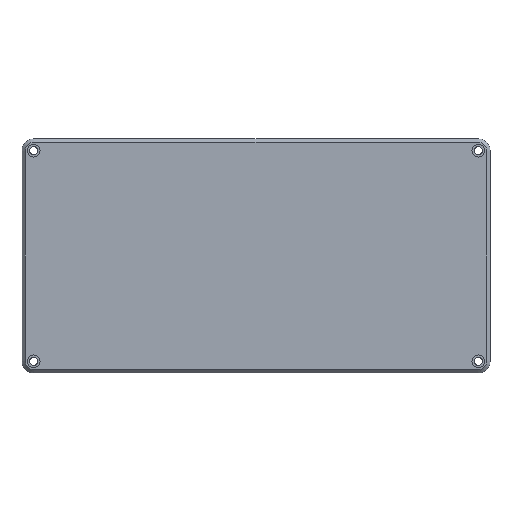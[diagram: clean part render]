
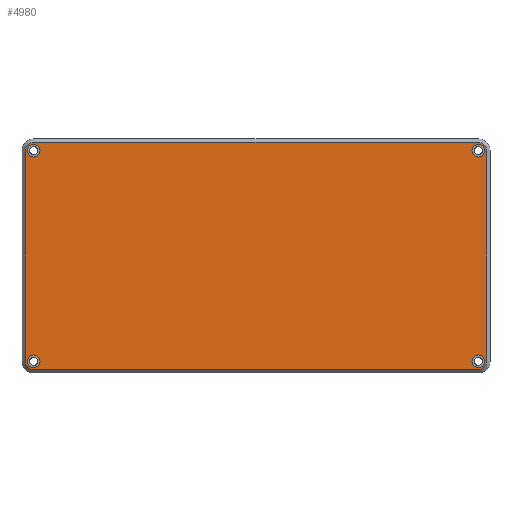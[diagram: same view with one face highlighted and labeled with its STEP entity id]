
A CAD part, front view. The second image highlights one B-rep face of the part: STEP entity #4980.
In plain terms, the highlighted planar face has unit normal (0, -1, 0).
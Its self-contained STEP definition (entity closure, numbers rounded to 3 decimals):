
#22 = VERTEX_POINT ( 'NONE', #393 ) ;
#24 = VERTEX_POINT ( 'NONE', #413 ) ;
#64 = VERTEX_POINT ( 'NONE', #461 ) ;
#77 = VERTEX_POINT ( 'NONE', #450 ) ;
#89 = VERTEX_POINT ( 'NONE', #509 ) ;
#111 = VERTEX_POINT ( 'NONE', #499 ) ;
#116 = VERTEX_POINT ( 'NONE', #458 ) ;
#123 = VERTEX_POINT ( 'NONE', #566 ) ;
#393 = CARTESIAN_POINT ( 'NONE',  ( -104.5, 0., -46.5 ) ) ;
#413 = CARTESIAN_POINT ( 'NONE',  ( -104.5, 0., -52.5 ) ) ;
#450 = CARTESIAN_POINT ( 'NONE',  ( 104.5, 0., -52.5 ) ) ;
#458 = CARTESIAN_POINT ( 'NONE',  ( 104.5, 0., -46.5 ) ) ;
#461 = CARTESIAN_POINT ( 'NONE',  ( 104.5, 0., 52.5 ) ) ;
#499 = CARTESIAN_POINT ( 'NONE',  ( -104.5, 0., 46.5 ) ) ;
#509 = CARTESIAN_POINT ( 'NONE',  ( -104.5, 0., 52.5 ) ) ;
#566 = CARTESIAN_POINT ( 'NONE',  ( 104.5, 0., 46.5 ) ) ;
#846 = CARTESIAN_POINT ( 'NONE',  ( 108.5, 0., 49.5 ) ) ;
#853 = CARTESIAN_POINT ( 'NONE',  ( -108.5, 0., -49.5 ) ) ;
#856 = CARTESIAN_POINT ( 'NONE',  ( 108.5, 0., -49.5 ) ) ;
#859 = CARTESIAN_POINT ( 'NONE',  ( 104.5, 0., -53.5 ) ) ;
#861 = CARTESIAN_POINT ( 'NONE',  ( -104.5, 0., 53.5 ) ) ;
#864 = CARTESIAN_POINT ( 'NONE',  ( -108.5, 0., 49.5 ) ) ;
#871 = CARTESIAN_POINT ( 'NONE',  ( 104.5, 0., 53.5 ) ) ;
#895 = CARTESIAN_POINT ( 'NONE',  ( -104.5, 0., -53.5 ) ) ;
#1065 = VERTEX_POINT ( 'NONE', #859 ) ;
#1071 = VERTEX_POINT ( 'NONE', #864 ) ;
#1082 = VERTEX_POINT ( 'NONE', #861 ) ;
#1087 = VERTEX_POINT ( 'NONE', #853 ) ;
#1093 = VERTEX_POINT ( 'NONE', #871 ) ;
#1094 = VERTEX_POINT ( 'NONE', #846 ) ;
#1105 = VERTEX_POINT ( 'NONE', #895 ) ;
#1107 = VERTEX_POINT ( 'NONE', #856 ) ;
#1376 = DIRECTION ( 'NONE',  ( 0., 1., 0. ) ) ;
#1388 = CARTESIAN_POINT ( 'NONE',  ( -104.5, 0., -49.5 ) ) ;
#1402 = PLANE ( 'NONE',  #8593 ) ;
#1416 = DIRECTION ( 'NONE',  ( 0., 0., 1. ) ) ;
#1555 = DIRECTION ( 'NONE',  ( 0., -1., 0. ) ) ;
#1566 = CARTESIAN_POINT ( 'NONE',  ( 104.5, 0., 49.5 ) ) ;
#1594 = DIRECTION ( 'NONE',  ( 0., 0., -1. ) ) ;
#1614 = CARTESIAN_POINT ( 'NONE',  ( 104.5, 0., -49.5 ) ) ;
#1615 = DIRECTION ( 'NONE',  ( 0., -1., 0. ) ) ;
#1623 = DIRECTION ( 'NONE',  ( 0., 0., -1. ) ) ;
#1643 = CARTESIAN_POINT ( 'NONE',  ( -104.5, 0., -49.5 ) ) ;
#1655 = DIRECTION ( 'NONE',  ( 0., -1., 0. ) ) ;
#1664 = CARTESIAN_POINT ( 'NONE',  ( -104.5, 0., 49.5 ) ) ;
#1669 = DIRECTION ( 'NONE',  ( 0., -1., 0. ) ) ;
#1671 = DIRECTION ( 'NONE',  ( 0., 0., -1. ) ) ;
#1682 = DIRECTION ( 'NONE',  ( 0., 0., -1. ) ) ;
#3156 = EDGE_CURVE ( 'NONE', #1082, #1071, #7125, .T. ) ;
#3169 = EDGE_CURVE ( 'NONE', #1093, #1082, #7171, .T. ) ;
#3174 = EDGE_CURVE ( 'NONE', #1107, #1094, #7183, .T. ) ;
#3175 = EDGE_CURVE ( 'NONE', #1105, #1065, #7191, .T. ) ;
#3176 = EDGE_CURVE ( 'NONE', #1065, #1107, #7216, .T. ) ;
#3177 = EDGE_CURVE ( 'NONE', #1094, #1093, #7190, .T. ) ;
#3180 = EDGE_CURVE ( 'NONE', #1087, #1105, #7202, .T. ) ;
#3181 = EDGE_CURVE ( 'NONE', #24, #22, #7177, .T. ) ;
#3189 = EDGE_CURVE ( 'NONE', #111, #89, #7187, .T. ) ;
#3195 = EDGE_CURVE ( 'NONE', #1071, #1087, #7272, .T. ) ;
#3242 = EDGE_CURVE ( 'NONE', #77, #116, #7293, .T. ) ;
#3255 = EDGE_CURVE ( 'NONE', #123, #64, #7376, .T. ) ;
#4345 = EDGE_LOOP ( 'NONE', ( #6816, #6824 ) ) ;
#4351 = EDGE_LOOP ( 'NONE', ( #6765, #6817 ) ) ;
#4355 = EDGE_LOOP ( 'NONE', ( #6791, #6830, #6728, #6844, #6737, #6736, #6845, #6807 ) ) ;
#4363 = EDGE_LOOP ( 'NONE', ( #6801, #6840 ) ) ;
#4368 = EDGE_LOOP ( 'NONE', ( #6839, #6805 ) ) ;
#4980 = ADVANCED_FACE ( 'NONE', ( #5554, #5523, #5567, #5541, #5542 ), #1402, .F. ) ;
#5523 = FACE_BOUND ( 'NONE', #4363, .T. ) ;
#5541 = FACE_BOUND ( 'NONE', #4351, .T. ) ;
#5542 = FACE_OUTER_BOUND ( 'NONE', #4355, .T. ) ;
#5554 = FACE_BOUND ( 'NONE', #4345, .T. ) ;
#5567 = FACE_BOUND ( 'NONE', #4368, .T. ) ;
#5757 = CIRCLE ( 'NONE', #8616, 3. ) ;
#5799 = CIRCLE ( 'NONE', #8594, 3. ) ;
#5810 = CIRCLE ( 'NONE', #8576, 3. ) ;
#5850 = CIRCLE ( 'NONE', #8571, 3. ) ;
#6728 = ORIENTED_EDGE ( 'NONE', *, *, #3195, .T. ) ;
#6736 = ORIENTED_EDGE ( 'NONE', *, *, #3176, .T. ) ;
#6737 = ORIENTED_EDGE ( 'NONE', *, *, #3175, .T. ) ;
#6765 = ORIENTED_EDGE ( 'NONE', *, *, #3189, .F. ) ;
#6791 = ORIENTED_EDGE ( 'NONE', *, *, #3169, .T. ) ;
#6801 = ORIENTED_EDGE ( 'NONE', *, *, #3242, .F. ) ;
#6805 = ORIENTED_EDGE ( 'NONE', *, *, #7981, .F. ) ;
#6807 = ORIENTED_EDGE ( 'NONE', *, *, #3177, .T. ) ;
#6816 = ORIENTED_EDGE ( 'NONE', *, *, #3181, .F. ) ;
#6817 = ORIENTED_EDGE ( 'NONE', *, *, #8019, .F. ) ;
#6824 = ORIENTED_EDGE ( 'NONE', *, *, #8008, .F. ) ;
#6830 = ORIENTED_EDGE ( 'NONE', *, *, #3156, .T. ) ;
#6839 = ORIENTED_EDGE ( 'NONE', *, *, #3255, .F. ) ;
#6840 = ORIENTED_EDGE ( 'NONE', *, *, #8000, .F. ) ;
#6844 = ORIENTED_EDGE ( 'NONE', *, *, #3180, .T. ) ;
#6845 = ORIENTED_EDGE ( 'NONE', *, *, #3174, .T. ) ;
#7125 = CIRCLE ( 'NONE', #8553, 4. ) ;
#7168 = VECTOR ( 'NONE', #10084, 1000. ) ;
#7171 = LINE ( 'NONE', #10045, #7201 ) ;
#7177 = CIRCLE ( 'NONE', #8517, 3. ) ;
#7183 = LINE ( 'NONE', #10075, #7211 ) ;
#7187 = CIRCLE ( 'NONE', #8509, 3. ) ;
#7190 = CIRCLE ( 'NONE', #8548, 4. ) ;
#7191 = LINE ( 'NONE', #10101, #7168 ) ;
#7201 = VECTOR ( 'NONE', #10023, 1000. ) ;
#7202 = CIRCLE ( 'NONE', #8516, 4. ) ;
#7211 = VECTOR ( 'NONE', #10099, 1000. ) ;
#7216 = CIRCLE ( 'NONE', #8554, 4. ) ;
#7247 = VECTOR ( 'NONE', #10119, 1000. ) ;
#7272 = LINE ( 'NONE', #10137, #7247 ) ;
#7293 = CIRCLE ( 'NONE', #8522, 3. ) ;
#7376 = CIRCLE ( 'NONE', #8531, 3. ) ;
#7981 = EDGE_CURVE ( 'NONE', #64, #123, #5757, .T. ) ;
#8000 = EDGE_CURVE ( 'NONE', #116, #77, #5799, .T. ) ;
#8008 = EDGE_CURVE ( 'NONE', #22, #24, #5810, .T. ) ;
#8019 = EDGE_CURVE ( 'NONE', #89, #111, #5850, .T. ) ;
#8509 = AXIS2_PLACEMENT_3D ( 'NONE', #10091, #10066, #10093 ) ;
#8516 = AXIS2_PLACEMENT_3D ( 'NONE', #10071, #10096, #10072 ) ;
#8517 = AXIS2_PLACEMENT_3D ( 'NONE', #10081, #10063, #10076 ) ;
#8522 = AXIS2_PLACEMENT_3D ( 'NONE', #10202, #10224, #10206 ) ;
#8531 = AXIS2_PLACEMENT_3D ( 'NONE', #10234, #10249, #10261 ) ;
#8548 = AXIS2_PLACEMENT_3D ( 'NONE', #10085, #10105, #10069 ) ;
#8553 = AXIS2_PLACEMENT_3D ( 'NONE', #10027, #10048, #10026 ) ;
#8554 = AXIS2_PLACEMENT_3D ( 'NONE', #10086, #10080, #10098 ) ;
#8571 = AXIS2_PLACEMENT_3D ( 'NONE', #1664, #1669, #1671 ) ;
#8576 = AXIS2_PLACEMENT_3D ( 'NONE', #1643, #1655, #1682 ) ;
#8593 = AXIS2_PLACEMENT_3D ( 'NONE', #1388, #1376, #1416 ) ;
#8594 = AXIS2_PLACEMENT_3D ( 'NONE', #1614, #1615, #1623 ) ;
#8616 = AXIS2_PLACEMENT_3D ( 'NONE', #1566, #1555, #1594 ) ;
#10023 = DIRECTION ( 'NONE',  ( -1., 0., 0. ) ) ;
#10026 = DIRECTION ( 'NONE',  ( 0., 0., 1. ) ) ;
#10027 = CARTESIAN_POINT ( 'NONE',  ( -104.5, 0., 49.5 ) ) ;
#10045 = CARTESIAN_POINT ( 'NONE',  ( -104.5, 0., 53.5 ) ) ;
#10048 = DIRECTION ( 'NONE',  ( 0., -1., 0. ) ) ;
#10063 = DIRECTION ( 'NONE',  ( 0., -1., 0. ) ) ;
#10066 = DIRECTION ( 'NONE',  ( 0., -1., 0. ) ) ;
#10069 = DIRECTION ( 'NONE',  ( 0., 0., 1. ) ) ;
#10071 = CARTESIAN_POINT ( 'NONE',  ( -104.5, 0., -49.5 ) ) ;
#10072 = DIRECTION ( 'NONE',  ( 0., 0., 1. ) ) ;
#10075 = CARTESIAN_POINT ( 'NONE',  ( 108.5, 0., -49.5 ) ) ;
#10076 = DIRECTION ( 'NONE',  ( 0., 0., -1. ) ) ;
#10080 = DIRECTION ( 'NONE',  ( 0., -1., 0. ) ) ;
#10081 = CARTESIAN_POINT ( 'NONE',  ( -104.5, 0., -49.5 ) ) ;
#10084 = DIRECTION ( 'NONE',  ( 1., 0., 0. ) ) ;
#10085 = CARTESIAN_POINT ( 'NONE',  ( 104.5, 0., 49.5 ) ) ;
#10086 = CARTESIAN_POINT ( 'NONE',  ( 104.5, 0., -49.5 ) ) ;
#10091 = CARTESIAN_POINT ( 'NONE',  ( -104.5, 0., 49.5 ) ) ;
#10093 = DIRECTION ( 'NONE',  ( 0., 0., -1. ) ) ;
#10096 = DIRECTION ( 'NONE',  ( 0., -1., 0. ) ) ;
#10098 = DIRECTION ( 'NONE',  ( 0., 0., 1. ) ) ;
#10099 = DIRECTION ( 'NONE',  ( 0., 0., 1. ) ) ;
#10101 = CARTESIAN_POINT ( 'NONE',  ( -104.5, 0., -53.5 ) ) ;
#10105 = DIRECTION ( 'NONE',  ( 0., -1., 0. ) ) ;
#10119 = DIRECTION ( 'NONE',  ( 0., 0., -1. ) ) ;
#10137 = CARTESIAN_POINT ( 'NONE',  ( -108.5, 0., -49.5 ) ) ;
#10202 = CARTESIAN_POINT ( 'NONE',  ( 104.5, 0., -49.5 ) ) ;
#10206 = DIRECTION ( 'NONE',  ( 0., 0., -1. ) ) ;
#10224 = DIRECTION ( 'NONE',  ( 0., -1., 0. ) ) ;
#10234 = CARTESIAN_POINT ( 'NONE',  ( 104.5, 0., 49.5 ) ) ;
#10249 = DIRECTION ( 'NONE',  ( 0., -1., 0. ) ) ;
#10261 = DIRECTION ( 'NONE',  ( 0., 0., -1. ) ) ;
